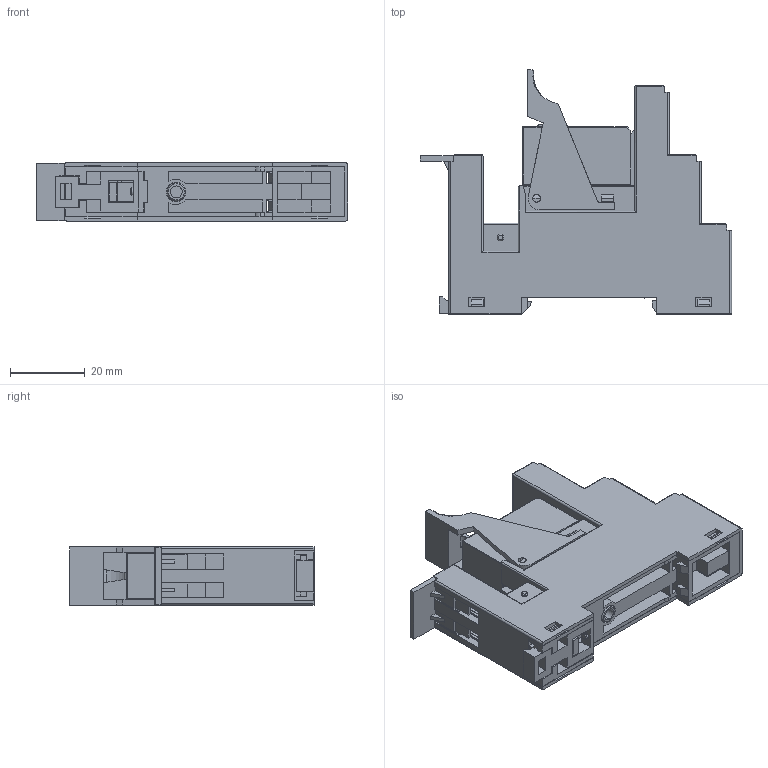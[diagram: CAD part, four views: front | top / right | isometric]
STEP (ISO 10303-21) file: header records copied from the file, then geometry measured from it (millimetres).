
FILE_DESCRIPTION (( 'STEP AP203' ), '1' );
FILE_NAME ('34_HF115F-2Z+14FF-2Z-C3+14FF-H4+14FF-M1.STEP', '2024-12-16T19:39:05', ( '' ), ( '' ), 'SwSTEP 2.0', 'SolidWorks 2022', '' );
FILE_SCHEMA (( 'CONFIG_CONTROL_DESIGN' ));
Length unit declared in the file: millimetre
Products named in the file (1): 34_HF115F-2Z+14FF-2Z-C3+14FF-H4+14FF-M1
Bounding box: 83.38 x 65.4 x 15.65 mm (x, y, z)
Volume: 27010.1 mm3; surface area: 37923 mm2
Topology: 2 solids, 7 shells, 2209 faces, 6234 edges, 4041 vertices
Faces by surface type: plane 1749, cylinder 408, torus 24, bspline 14, cone 8, sphere 6
Entity records: 71823 total; most frequent: CARTESIAN_POINT 13968, ORIENTED_EDGE 12464, DIRECTION 11393, EDGE_CURVE 6232, VECTOR 5219, LINE 5219, VERTEX_POINT 4041, AXIS2_PLACEMENT_3D 3087
